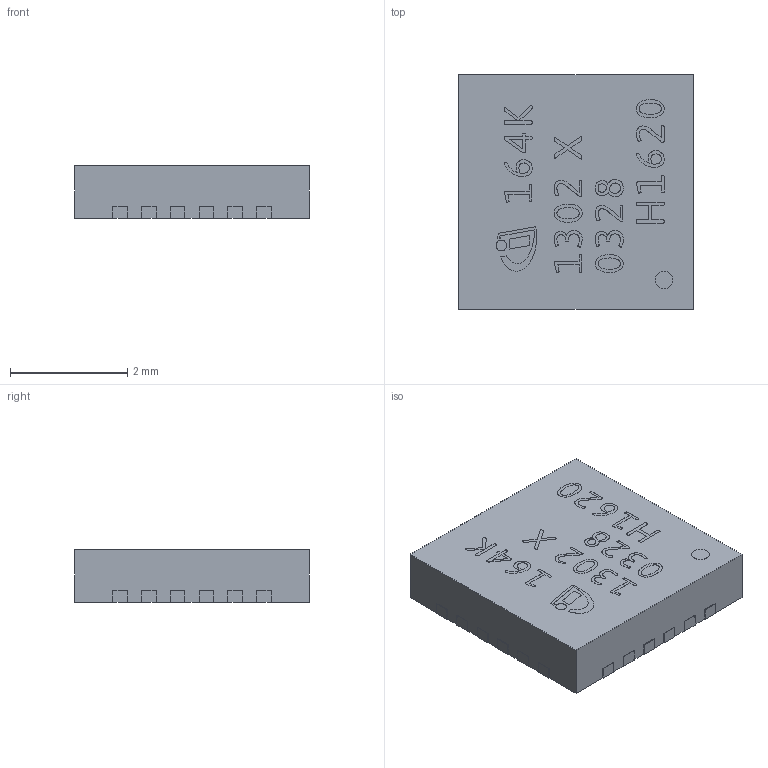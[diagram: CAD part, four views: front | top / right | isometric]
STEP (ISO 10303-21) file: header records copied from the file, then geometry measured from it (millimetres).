
FILE_DESCRIPTION(('FreeCAD Model'),'2;1');
FILE_NAME('XMC_1300.step','2019-05-13T08:33:20',( 'kicad StepUp'),('ksu MCAD'),'Open CASCADE STEP processor 7.3', 'FreeCAD','Unknown');
FILE_SCHEMA(('AUTOMOTIVE_DESIGN { 1 0 10303 214 1 1 1 1 }'));
Length unit declared in the file: millimetre
Products named in the file (1): XMC_1300
Bounding box: 4.02 x 4.02 x 0.9 mm (x, y, z)
Volume: 14.4 mm3; surface area: 46.7 mm2
Topology: 1 solids, 1 shells, 592 faces, 1680 edges, 1120 vertices
Faces by surface type: extrusion 328, plane 262, cylinder 2
Full cylindrical faces by diameter (mm): 0.18 x1, 0.3 x1
Entity records: 23634 total; most frequent: CARTESIAN_POINT 5337, ORIENTED_EDGE 3360, DIRECTION 1910, EDGE_CURVE 1680, VECTOR 1348, VERTEX_POINT 1120, LINE 1020, B_SPLINE_CURVE_WITH_KNOTS 972
